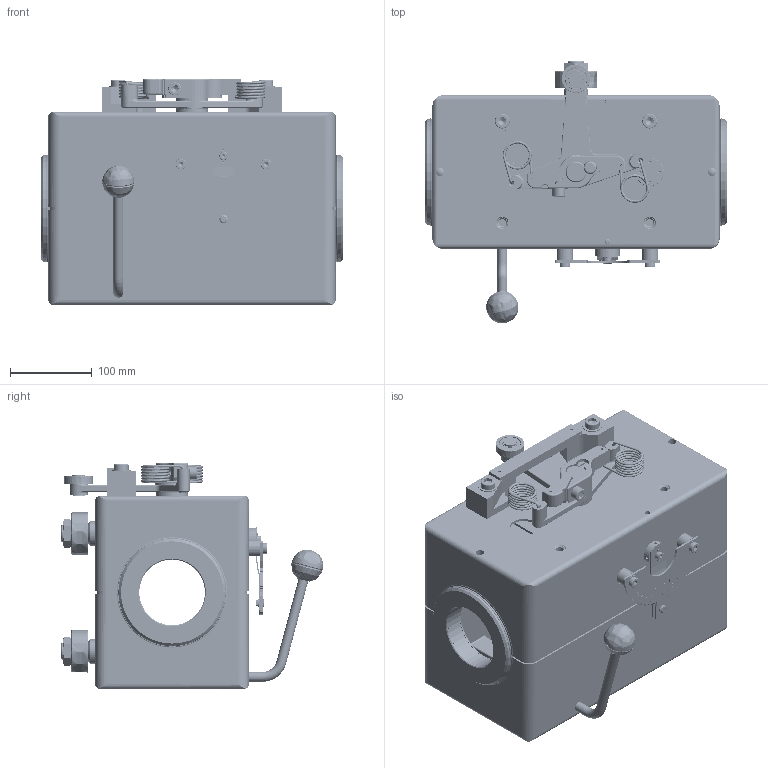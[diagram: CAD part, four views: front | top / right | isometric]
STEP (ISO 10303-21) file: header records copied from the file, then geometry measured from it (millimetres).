
FILE_DESCRIPTION (( 'STEP AP214' ), '1' );
FILE_NAME ('RG3-80-0MCRF Drehrichtung links.STEP', '2019-10-18T10:03:31', ( '' ), ( '' ), 'SwSTEP 2.0', 'SolidWorks 2019', '' );
FILE_SCHEMA (( 'AUTOMOTIVE_DESIGN' ));
Length unit declared in the file: millimetre
Products named in the file (1): RG3-80-0MCRF Drehrichtung links
Bounding box: 367.8 x 320.66 x 276.1 mm (x, y, z)
Volume: 5758534.3 mm3; surface area: 1244790 mm2
Topology: 141 solids, 141 shells, 4869 faces, 12005 edges, 7304 vertices
Faces by surface type: plane 1676, cylinder 1601, bspline 526, torus 487, cone 431, sphere 148
Entity records: 224453 total; most frequent: CARTESIAN_POINT 56694, DIRECTION 23750, ORIENTED_EDGE 23354, EDGE_CURVE 11677, AXIS2_PLACEMENT_3D 9110, VERTEX_POINT 7296, VECTOR 5530, LINE 5530
